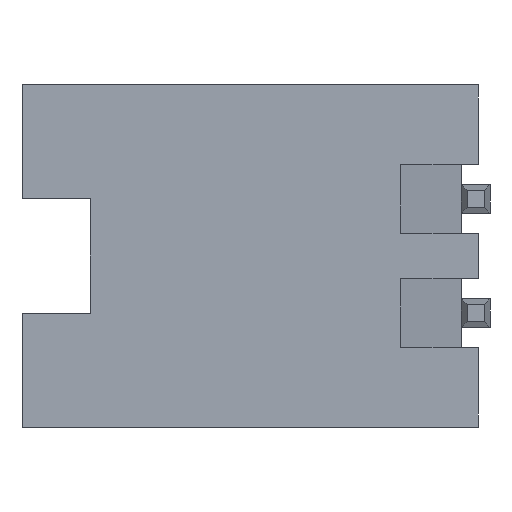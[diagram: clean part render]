
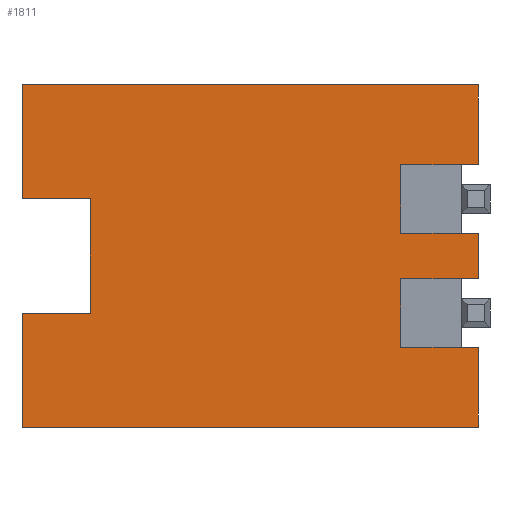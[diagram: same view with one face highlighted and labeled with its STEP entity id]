
A CAD part, front view. The second image highlights one B-rep face of the part: STEP entity #1811.
In plain terms, the highlighted planar face has unit normal (0, -1, 0).
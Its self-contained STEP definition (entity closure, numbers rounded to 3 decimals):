
#6=DIRECTION('',(0.,0.,-1.));
#7=VECTOR('',#6,2.);
#8=CARTESIAN_POINT('',(0.,-2.55,-1.));
#9=LINE('',#8,#7);
#78=DIRECTION('',(0.,0.,-1.));
#79=VECTOR('',#78,2.);
#80=CARTESIAN_POINT('',(0.,-2.55,3.));
#81=LINE('',#80,#79);
#430=DIRECTION('',(0.,0.,-1.));
#431=VECTOR('',#430,1.4);
#432=CARTESIAN_POINT('',(8.,-2.55,-1.6));
#433=LINE('',#432,#431);
#438=DIRECTION('',(0.,0.,-1.));
#439=VECTOR('',#438,0.8);
#440=CARTESIAN_POINT('',(8.,-2.55,0.4));
#441=LINE('',#440,#439);
#454=DIRECTION('',(0.,0.,-1.));
#455=VECTOR('',#454,1.4);
#456=CARTESIAN_POINT('',(8.,-2.55,3.));
#457=LINE('',#456,#455);
#466=DIRECTION('',(-1.,0.,0.));
#467=VECTOR('',#466,1.361);
#468=CARTESIAN_POINT('',(8.,-2.55,-1.6));
#469=LINE('',#468,#467);
#478=DIRECTION('',(1.,0.,0.));
#479=VECTOR('',#478,1.2);
#480=CARTESIAN_POINT('',(0.,-2.55,-1.));
#481=LINE('',#480,#479);
#482=DIRECTION('',(0.,0.,1.));
#483=VECTOR('',#482,2.);
#484=CARTESIAN_POINT('',(1.2,-2.55,-1.));
#485=LINE('',#484,#483);
#486=DIRECTION('',(1.,0.,0.));
#487=VECTOR('',#486,1.2);
#488=CARTESIAN_POINT('',(0.,-2.55,1.));
#489=LINE('',#488,#487);
#490=DIRECTION('',(1.,0.,0.));
#491=VECTOR('',#490,8.);
#492=CARTESIAN_POINT('',(0.,-2.55,3.));
#493=LINE('',#492,#491);
#494=DIRECTION('',(0.,0.,-1.));
#495=VECTOR('',#494,1.2);
#496=CARTESIAN_POINT('',(6.639,-2.55,1.6));
#497=LINE('',#496,#495);
#498=DIRECTION('',(0.,0.,1.));
#499=VECTOR('',#498,1.2);
#500=CARTESIAN_POINT('',(6.639,-2.55,-1.6));
#501=LINE('',#500,#499);
#526=DIRECTION('',(1.,0.,0.));
#527=VECTOR('',#526,1.361);
#528=CARTESIAN_POINT('',(6.639,-2.55,1.6));
#529=LINE('',#528,#527);
#538=DIRECTION('',(-1.,0.,0.));
#539=VECTOR('',#538,1.361);
#540=CARTESIAN_POINT('',(8.,-2.55,0.4));
#541=LINE('',#540,#539);
#774=DIRECTION('',(1.,0.,0.));
#775=VECTOR('',#774,1.361);
#776=CARTESIAN_POINT('',(6.639,-2.55,-0.4));
#777=LINE('',#776,#775);
#798=DIRECTION('',(1.,0.,0.));
#799=VECTOR('',#798,8.);
#800=CARTESIAN_POINT('',(0.,-2.55,-3.));
#801=LINE('',#800,#799);
#819=CARTESIAN_POINT('',(0.,-2.55,3.));
#821=VERTEX_POINT('',#819);
#822=CARTESIAN_POINT('',(0.,-2.55,-3.));
#824=VERTEX_POINT('',#822);
#826=CARTESIAN_POINT('',(8.,-2.55,3.));
#827=VERTEX_POINT('',#826);
#828=CARTESIAN_POINT('',(8.,-2.55,-3.));
#829=VERTEX_POINT('',#828);
#914=CARTESIAN_POINT('',(8.,-2.55,-1.6));
#916=VERTEX_POINT('',#914);
#918=CARTESIAN_POINT('',(8.,-2.55,-0.4));
#920=VERTEX_POINT('',#918);
#922=CARTESIAN_POINT('',(8.,-2.55,0.4));
#924=VERTEX_POINT('',#922);
#926=CARTESIAN_POINT('',(8.,-2.55,1.6));
#928=VERTEX_POINT('',#926);
#942=CARTESIAN_POINT('',(6.639,-2.55,-1.6));
#943=CARTESIAN_POINT('',(6.639,-2.55,-0.4));
#944=VERTEX_POINT('',#942);
#945=VERTEX_POINT('',#943);
#946=CARTESIAN_POINT('',(6.639,-2.55,1.6));
#947=CARTESIAN_POINT('',(6.639,-2.55,0.4));
#948=VERTEX_POINT('',#946);
#949=VERTEX_POINT('',#947);
#1042=CARTESIAN_POINT('',(0.,-2.55,-1.));
#1044=VERTEX_POINT('',#1042);
#1046=CARTESIAN_POINT('',(0.,-2.55,1.));
#1048=VERTEX_POINT('',#1046);
#1050=CARTESIAN_POINT('',(1.2,-2.55,-1.));
#1051=VERTEX_POINT('',#1050);
#1052=CARTESIAN_POINT('',(1.2,-2.55,1.));
#1053=VERTEX_POINT('',#1052);
#1780=CARTESIAN_POINT('',(0.,-2.55,3.));
#1781=DIRECTION('',(0.,-1.,0.));
#1782=DIRECTION('',(0.,0.,-1.));
#1783=AXIS2_PLACEMENT_3D('',#1780,#1781,#1782);
#1784=PLANE('',#1783);
#1785=ORIENTED_EDGE('',*,*,#1140,.T.);
#1787=ORIENTED_EDGE('',*,*,#1786,.T.);
#1789=ORIENTED_EDGE('',*,*,#1788,.F.);
#1790=ORIENTED_EDGE('',*,*,#1125,.F.);
#1791=ORIENTED_EDGE('',*,*,#1709,.T.);
#1792=ORIENTED_EDGE('',*,*,#1755,.T.);
#1794=ORIENTED_EDGE('',*,*,#1793,.F.);
#1796=ORIENTED_EDGE('',*,*,#1795,.T.);
#1798=ORIENTED_EDGE('',*,*,#1797,.F.);
#1799=ORIENTED_EDGE('',*,*,#1740,.T.);
#1801=ORIENTED_EDGE('',*,*,#1800,.F.);
#1803=ORIENTED_EDGE('',*,*,#1802,.F.);
#1804=ORIENTED_EDGE('',*,*,#1767,.F.);
#1805=ORIENTED_EDGE('',*,*,#1728,.T.);
#1807=ORIENTED_EDGE('',*,*,#1806,.F.);
#1808=ORIENTED_EDGE('',*,*,#1081,.F.);
#1809=EDGE_LOOP('',(#1785,#1787,#1789,#1790,#1791,#1792,#1794,#1796,#1798,#1799,
#1801,#1803,#1804,#1805,#1807,#1808));
#1810=FACE_OUTER_BOUND('',#1809,.F.);
#1081=EDGE_CURVE('',#1044,#824,#9,.T.);
#1125=EDGE_CURVE('',#821,#1048,#81,.T.);
#1140=EDGE_CURVE('',#1044,#1051,#481,.T.);
#1709=EDGE_CURVE('',#821,#827,#493,.T.);
#1728=EDGE_CURVE('',#916,#829,#433,.T.);
#1740=EDGE_CURVE('',#924,#920,#441,.T.);
#1755=EDGE_CURVE('',#827,#928,#457,.T.);
#1767=EDGE_CURVE('',#916,#944,#469,.T.);
#1786=EDGE_CURVE('',#1051,#1053,#485,.T.);
#1788=EDGE_CURVE('',#1048,#1053,#489,.T.);
#1793=EDGE_CURVE('',#948,#928,#529,.T.);
#1795=EDGE_CURVE('',#948,#949,#497,.T.);
#1797=EDGE_CURVE('',#924,#949,#541,.T.);
#1800=EDGE_CURVE('',#945,#920,#777,.T.);
#1802=EDGE_CURVE('',#944,#945,#501,.T.);
#1806=EDGE_CURVE('',#824,#829,#801,.T.);
#1811=ADVANCED_FACE('',(#1810),#1784,.T.);
